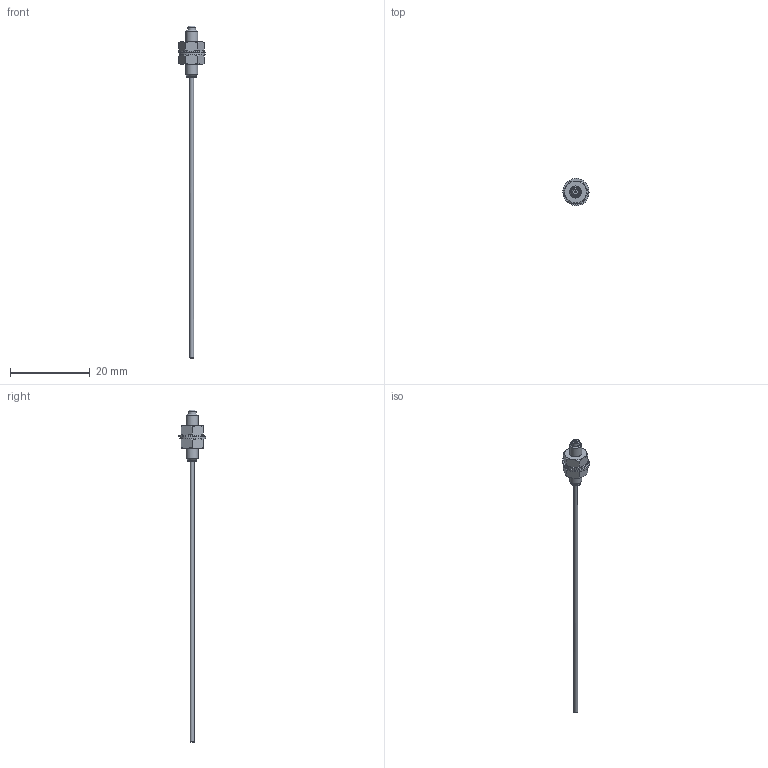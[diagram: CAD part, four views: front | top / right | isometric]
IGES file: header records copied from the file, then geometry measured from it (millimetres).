
Global section: file name: GPF-T004; native system: Autodesk Inventor 2018; preprocessor: unknown; author: Y.U.HONG; date: 20181217.102758; units: millimetre
Bounding box: 6.54 x 6.84 x 83 mm (x, y, z)
Volume: 255.2 mm3; surface area: 687.7 mm2
Topology: 5 solids, 5 shells, 43 faces, 91 edges, 60 vertices
Faces by surface type: bspline 43
